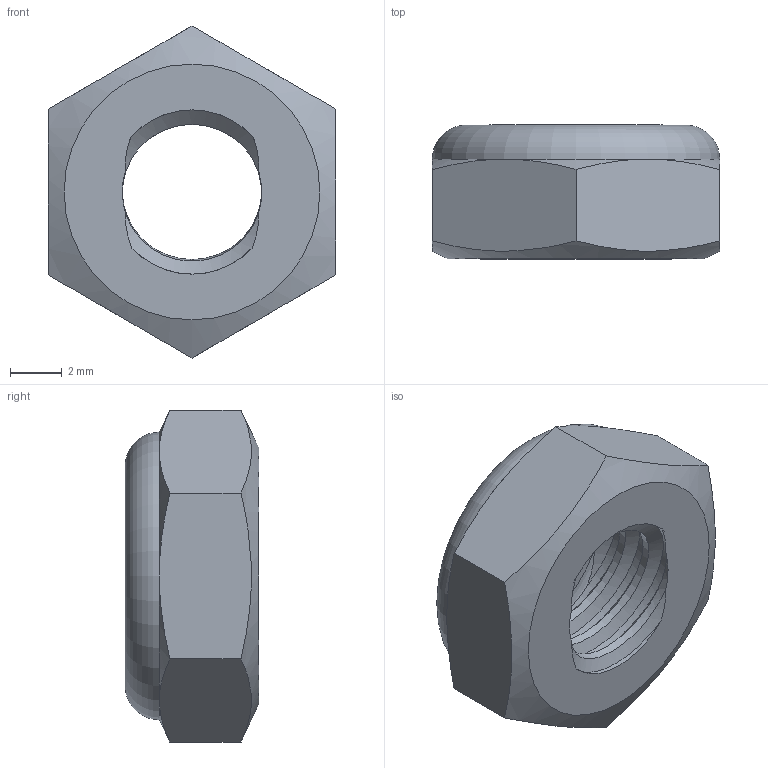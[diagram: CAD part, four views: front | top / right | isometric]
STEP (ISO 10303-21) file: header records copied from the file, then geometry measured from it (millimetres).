
FILE_DESCRIPTION(/* description */ (''),/* implementation_level */ '2;1');
FILE_NAME(/* name */ 'MANIFOLD_SOLID_BREP_214924.stp',/* time_stamp */ '2017-01-08T14:06:40-05:00',/* author */ ('jeff1'),/* organization */ (''),/* preprocessor_version */ 'ST-DEVELOPER v16.5',/* originating_system */ 'Autodesk Inventor 2017',/* authorisation */ '');
FILE_SCHEMA (('AUTOMOTIVE_DESIGN { 1 0 10303 214 3 1 1 }'));
Length unit declared in the file: inch
Products named in the file (1): MANIFOLD_SOLID_BREP_214924
Bounding box: 11.11 x 5.17 x 12.83 mm (x, y, z)
Volume: 311.7 mm3; surface area: 551.7 mm2
Topology: 1 solids, 1 shells, 37 faces, 87 edges, 54 vertices
Faces by surface type: cone 15, cylinder 10, plane 10, torus 2
Full cylindrical faces by diameter (mm): 5.387 x2, 6.35 x3, 6.843 x1
Entity records: 1159 total; most frequent: CARTESIAN_POINT 405, DIRECTION 154, ORIENTED_EDGE 136, AXIS2_PLACEMENT_3D 74, EDGE_CURVE 68, EDGE_LOOP 54, VERTEX_POINT 48, FACE_OUTER_BOUND 37
